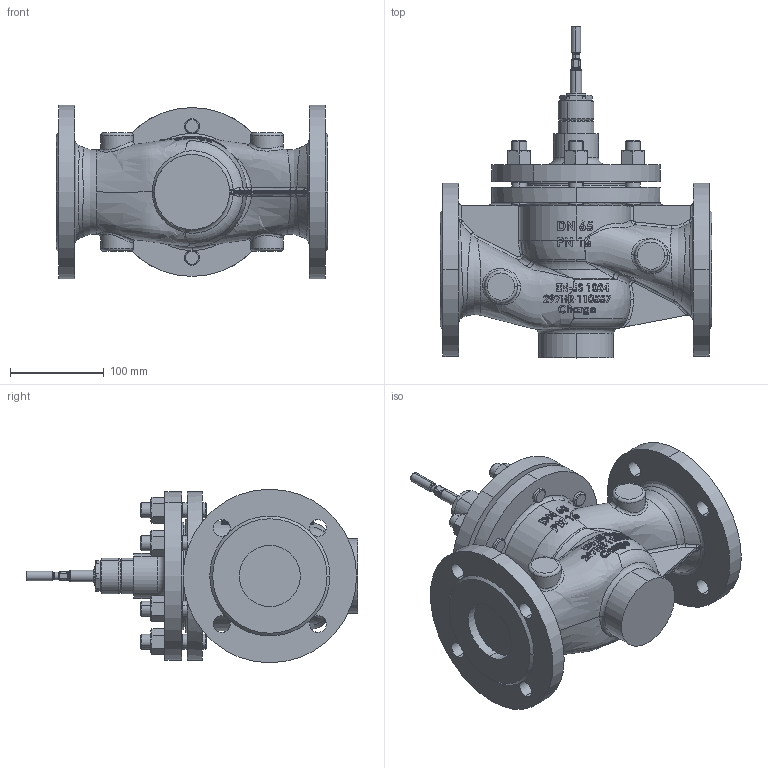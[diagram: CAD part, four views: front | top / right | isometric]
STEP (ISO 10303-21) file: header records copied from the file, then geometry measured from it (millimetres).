
FILE_DESCRIPTION (( 'STEP AP214' ), '1' );
FILE_NAME ('BR225 DN65 XXX PN16 for MC_STEP (Defeature).STEP', '2015-02-27T08:33:41', ( 'tdietz' ), ( '' ), 'SwSTEP 2.0', 'SolidWorks 2014', '' );
FILE_SCHEMA (( 'AUTOMOTIVE_DESIGN' ));
Length unit declared in the file: millimetre
Products named in the file (1): BR225 DN65 XXX PN16 for MC_STEP (Defeature)
Bounding box: 290 x 354 x 185 mm (x, y, z)
Volume: 4495609.1 mm3; surface area: 372727.2 mm2
Topology: 1 solids, 1 shells, 1020 faces, 2644 edges, 1695 vertices
Faces by surface type: plane 355, bspline 267, cylinder 177, cone 122, torus 64, sphere 35
Entity records: 182234 total; most frequent: CARTESIAN_POINT 156221, ORIENTED_EDGE 5226, DIRECTION 4126, EDGE_CURVE 2613, AXIS2_PLACEMENT_3D 1695, VERTEX_POINT 1676, EDGE_LOOP 1113, ADVANCED_FACE 1018
